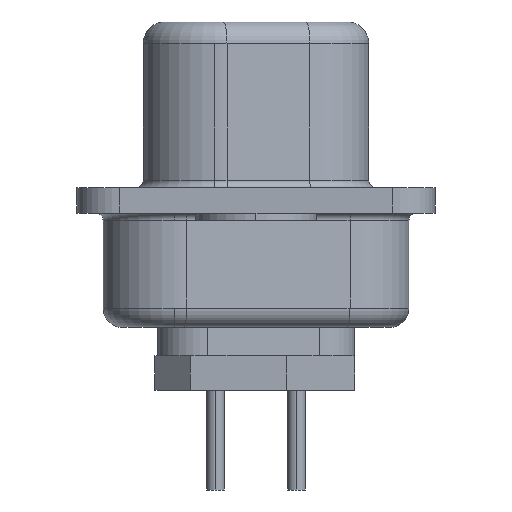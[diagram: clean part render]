
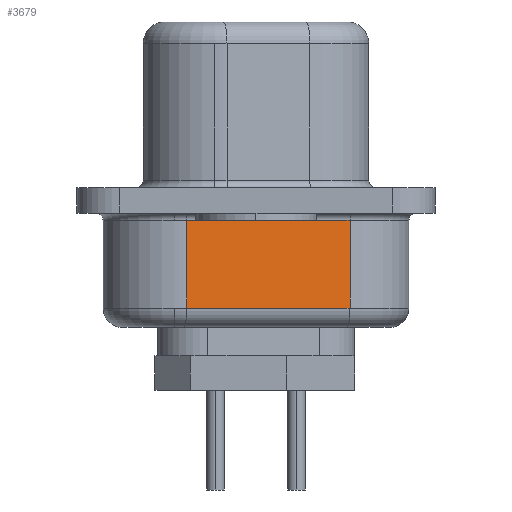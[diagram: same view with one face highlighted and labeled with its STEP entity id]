
A CAD part, left-side view. The second image highlights one B-rep face of the part: STEP entity #3679.
In plain terms, the highlighted planar face has unit normal (-0.985, -0.174, 0).
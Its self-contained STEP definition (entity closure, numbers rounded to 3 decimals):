
#75 = DIRECTION ( 'NONE',  ( 0., 0., 1. ) ) ;
#78 = CARTESIAN_POINT ( 'NONE',  ( -8.543, -3.294, -4.45 ) ) ;
#602 = CARTESIAN_POINT ( 'NONE',  ( -9.552, 2.426, -4.45 ) ) ;
#609 = DIRECTION ( 'NONE',  ( 0., 0., 1. ) ) ;
#768 = EDGE_CURVE ( 'NONE', #4514, #4415, #6438, .T. ) ;
#1144 = AXIS2_PLACEMENT_3D ( 'NONE', #3290, #3301, #3302 ) ;
#1360 = EDGE_CURVE ( 'NONE', #4355, #3933, #6319, .T. ) ;
#1568 = EDGE_CURVE ( 'NONE', #4355, #4514, #5907, .T. ) ;
#1656 = EDGE_CURVE ( 'NONE', #4415, #3933, #6200, .T. ) ;
#2623 = CARTESIAN_POINT ( 'NONE',  ( -8.543, -3.294, -3.775 ) ) ;
#2624 = DIRECTION ( 'NONE',  ( 0.174, -0.985, 0. ) ) ;
#2680 = CARTESIAN_POINT ( 'NONE',  ( -9.552, 2.426, -0.7 ) ) ;
#2681 = DIRECTION ( 'NONE',  ( -0.174, 0.985, 0. ) ) ;
#3290 = CARTESIAN_POINT ( 'NONE',  ( -9.552, 2.426, -4.45 ) ) ;
#3299 = PLANE ( 'NONE',  #1144 ) ;
#3301 = DIRECTION ( 'NONE',  ( 0.985, 0.174, 0. ) ) ;
#3302 = DIRECTION ( 'NONE',  ( -0.174, 0.985, 0. ) ) ;
#3679 = ADVANCED_FACE ( 'NONE', ( #6133 ), #3299, .F. ) ;
#3933 = VERTEX_POINT ( 'NONE', #5387 ) ;
#4072 = ORIENTED_EDGE ( 'NONE', *, *, #768, .T. ) ;
#4141 = ORIENTED_EDGE ( 'NONE', *, *, #1360, .F. ) ;
#4313 = EDGE_LOOP ( 'NONE', ( #4072, #4461, #4141, #4530 ) ) ;
#4355 = VERTEX_POINT ( 'NONE', #5554 ) ;
#4415 = VERTEX_POINT ( 'NONE', #5572 ) ;
#4461 = ORIENTED_EDGE ( 'NONE', *, *, #1656, .T. ) ;
#4514 = VERTEX_POINT ( 'NONE', #5612 ) ;
#4530 = ORIENTED_EDGE ( 'NONE', *, *, #1568, .T. ) ;
#5387 = CARTESIAN_POINT ( 'NONE',  ( -9.552, 2.426, -0.7 ) ) ;
#5554 = CARTESIAN_POINT ( 'NONE',  ( -9.552, 2.426, -3.775 ) ) ;
#5572 = CARTESIAN_POINT ( 'NONE',  ( -8.543, -3.294, -0.7 ) ) ;
#5612 = CARTESIAN_POINT ( 'NONE',  ( -8.543, -3.294, -3.775 ) ) ;
#5677 = VECTOR ( 'NONE', #75, 1000. ) ;
#5907 = LINE ( 'NONE', #2623, #6064 ) ;
#6064 = VECTOR ( 'NONE', #2624, 1000. ) ;
#6133 = FACE_OUTER_BOUND ( 'NONE', #4313, .T. ) ;
#6200 = LINE ( 'NONE', #2680, #6576 ) ;
#6319 = LINE ( 'NONE', #602, #6470 ) ;
#6438 = LINE ( 'NONE', #78, #5677 ) ;
#6470 = VECTOR ( 'NONE', #609, 1000. ) ;
#6576 = VECTOR ( 'NONE', #2681, 1000. ) ;
